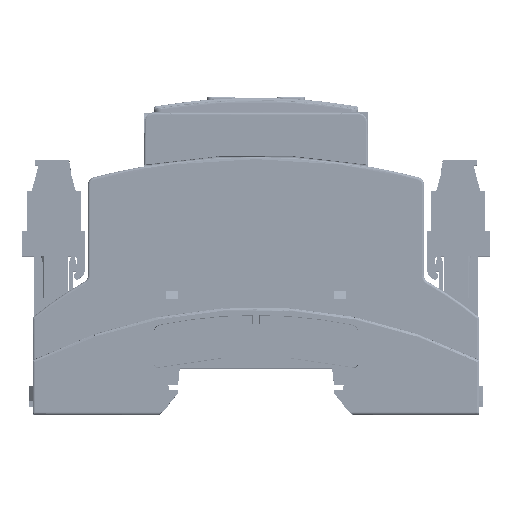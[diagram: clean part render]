
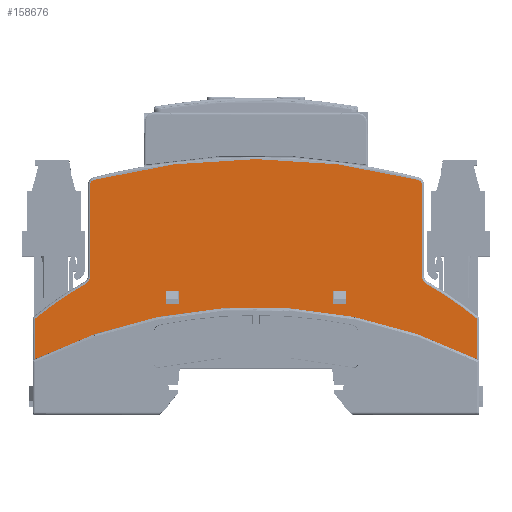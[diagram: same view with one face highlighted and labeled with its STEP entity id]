
A CAD part, top view. The second image highlights one B-rep face of the part: STEP entity #158676.
In plain terms, the highlighted planar face has unit normal (0, 0, 1).
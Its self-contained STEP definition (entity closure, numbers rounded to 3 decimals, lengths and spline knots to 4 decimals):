
#1056=FACE_BOUND('',#19203,.T.);
#1057=FACE_BOUND('',#19204,.T.);
#4603=CIRCLE('',#168098,0.0787);
#4608=CIRCLE('',#168116,5.0866);
#4609=CIRCLE('',#168117,0.0394);
#4610=CIRCLE('',#168118,0.0787);
#4611=CIRCLE('',#168119,2.7362);
#4612=CIRCLE('',#168120,3.9173);
#4613=CIRCLE('',#168121,2.7362);
#4614=CIRCLE('',#168122,0.0394);
#10545=FACE_OUTER_BOUND('',#19202,.T.);
#19202=EDGE_LOOP('',(#116196,#116197,#116198,#116199,#116200,#116201,#116202,
#116203,#116204,#116205,#116206,#116207));
#19203=EDGE_LOOP('',(#116208,#116209,#116210,#116211));
#19204=EDGE_LOOP('',(#116212,#116213,#116214,#116215));
#33686=LINE('',#236279,#51837);
#33745=LINE('',#236457,#51896);
#33746=LINE('',#236463,#51897);
#33747=LINE('',#236467,#51898);
#33748=LINE('',#236471,#51899);
#33749=LINE('',#236473,#51900);
#33750=LINE('',#236475,#51901);
#33751=LINE('',#236476,#51902);
#33752=LINE('',#236479,#51903);
#33753=LINE('',#236481,#51904);
#33754=LINE('',#236483,#51905);
#33755=LINE('',#236484,#51906);
#51837=VECTOR('',#193281,0.0394);
#51896=VECTOR('',#193364,0.0394);
#51897=VECTOR('',#193369,0.0394);
#51898=VECTOR('',#193374,0.0394);
#51899=VECTOR('',#193377,0.0394);
#51900=VECTOR('',#193378,0.0394);
#51901=VECTOR('',#193379,0.0394);
#51902=VECTOR('',#193380,0.0394);
#51903=VECTOR('',#193381,0.0394);
#51904=VECTOR('',#193382,0.0394);
#51905=VECTOR('',#193383,0.0394);
#51906=VECTOR('',#193384,0.0394);
#68001=VERTEX_POINT('',#236260);
#68002=VERTEX_POINT('',#236262);
#68005=VERTEX_POINT('',#236277);
#68006=VERTEX_POINT('',#236278);
#68061=VERTEX_POINT('',#236451);
#68062=VERTEX_POINT('',#236452);
#68063=VERTEX_POINT('',#236454);
#68064=VERTEX_POINT('',#236456);
#68065=VERTEX_POINT('',#236458);
#68066=VERTEX_POINT('',#236460);
#68067=VERTEX_POINT('',#236462);
#68068=VERTEX_POINT('',#236466);
#68069=VERTEX_POINT('',#236469);
#68070=VERTEX_POINT('',#236470);
#68071=VERTEX_POINT('',#236472);
#68072=VERTEX_POINT('',#236474);
#68073=VERTEX_POINT('',#236477);
#68074=VERTEX_POINT('',#236478);
#68075=VERTEX_POINT('',#236480);
#68076=VERTEX_POINT('',#236482);
#85670=EDGE_CURVE('',#68002,#68001,#4603,.T.);
#85678=EDGE_CURVE('',#68005,#68006,#33686,.T.);
#85739=EDGE_CURVE('',#68061,#68062,#4608,.T.);
#85740=EDGE_CURVE('',#68061,#68063,#4609,.T.);
#85741=EDGE_CURVE('',#68063,#68064,#33745,.T.);
#85742=EDGE_CURVE('',#68065,#68064,#4610,.T.);
#85743=EDGE_CURVE('',#68065,#68066,#4611,.T.);
#85744=EDGE_CURVE('',#68066,#68067,#33746,.T.);
#85745=EDGE_CURVE('',#68006,#68067,#4612,.T.);
#85746=EDGE_CURVE('',#68002,#68005,#4613,.T.);
#85747=EDGE_CURVE('',#68068,#68001,#33747,.T.);
#85748=EDGE_CURVE('',#68068,#68062,#4614,.T.);
#85749=EDGE_CURVE('',#68069,#68070,#33748,.T.);
#85750=EDGE_CURVE('',#68071,#68069,#33749,.T.);
#85751=EDGE_CURVE('',#68072,#68071,#33750,.T.);
#85752=EDGE_CURVE('',#68070,#68072,#33751,.T.);
#85753=EDGE_CURVE('',#68073,#68074,#33752,.T.);
#85754=EDGE_CURVE('',#68075,#68073,#33753,.T.);
#85755=EDGE_CURVE('',#68076,#68075,#33754,.T.);
#85756=EDGE_CURVE('',#68074,#68076,#33755,.T.);
#116196=ORIENTED_EDGE('',*,*,#85739,.F.);
#116197=ORIENTED_EDGE('',*,*,#85740,.T.);
#116198=ORIENTED_EDGE('',*,*,#85741,.T.);
#116199=ORIENTED_EDGE('',*,*,#85742,.F.);
#116200=ORIENTED_EDGE('',*,*,#85743,.T.);
#116201=ORIENTED_EDGE('',*,*,#85744,.T.);
#116202=ORIENTED_EDGE('',*,*,#85745,.F.);
#116203=ORIENTED_EDGE('',*,*,#85678,.F.);
#116204=ORIENTED_EDGE('',*,*,#85746,.F.);
#116205=ORIENTED_EDGE('',*,*,#85670,.T.);
#116206=ORIENTED_EDGE('',*,*,#85747,.F.);
#116207=ORIENTED_EDGE('',*,*,#85748,.T.);
#116208=ORIENTED_EDGE('',*,*,#85749,.F.);
#116209=ORIENTED_EDGE('',*,*,#85750,.F.);
#116210=ORIENTED_EDGE('',*,*,#85751,.F.);
#116211=ORIENTED_EDGE('',*,*,#85752,.F.);
#116212=ORIENTED_EDGE('',*,*,#85753,.F.);
#116213=ORIENTED_EDGE('',*,*,#85754,.F.);
#116214=ORIENTED_EDGE('',*,*,#85755,.F.);
#116215=ORIENTED_EDGE('',*,*,#85756,.F.);
#143635=PLANE('',#168115);
#158676=ADVANCED_FACE('',(#10545,#1056,#1057),#143635,.F.);
#168098=AXIS2_PLACEMENT_3D('',#236263,#193261,#193262);
#168115=AXIS2_PLACEMENT_3D('',#236450,#193358,#193359);
#168116=AXIS2_PLACEMENT_3D('',#236453,#193360,#193361);
#168117=AXIS2_PLACEMENT_3D('',#236455,#193362,#193363);
#168118=AXIS2_PLACEMENT_3D('',#236459,#193365,#193366);
#168119=AXIS2_PLACEMENT_3D('',#236461,#193367,#193368);
#168120=AXIS2_PLACEMENT_3D('',#236464,#193370,#193371);
#168121=AXIS2_PLACEMENT_3D('',#236465,#193372,#193373);
#168122=AXIS2_PLACEMENT_3D('',#236468,#193375,#193376);
#193261=DIRECTION('center_axis',(0.,0.,
-1.));
#193262=DIRECTION('ref_axis',(0.,-1.,0.));
#193281=DIRECTION('',(0.,-1.,0.));
#193358=DIRECTION('center_axis',(0.,0.,
-1.));
#193359=DIRECTION('ref_axis',(-1.,0.,0.));
#193360=DIRECTION('center_axis',(0.,0.,
-1.));
#193361=DIRECTION('ref_axis',(1.,0.,0.));
#193362=DIRECTION('center_axis',(0.,0.,
1.));
#193363=DIRECTION('ref_axis',(-1.,0.,0.));
#193364=DIRECTION('',(0.,-1.,0.));
#193365=DIRECTION('center_axis',(0.,0.,
1.));
#193366=DIRECTION('ref_axis',(0.,1.,0.));
#193367=DIRECTION('center_axis',(0.,0.,
1.));
#193368=DIRECTION('ref_axis',(0.,1.,0.));
#193369=DIRECTION('',(0.,-1.,0.));
#193370=DIRECTION('center_axis',(0.,0.,
1.));
#193371=DIRECTION('ref_axis',(1.,0.,0.));
#193372=DIRECTION('center_axis',(0.,0.,
-1.));
#193373=DIRECTION('ref_axis',(0.,-1.,0.));
#193374=DIRECTION('',(0.,-1.,0.));
#193375=DIRECTION('center_axis',(0.,0.,
1.));
#193376=DIRECTION('ref_axis',(-1.,0.,0.));
#193377=DIRECTION('',(0.,-1.,0.));
#193378=DIRECTION('',(-1.,0.,0.));
#193379=DIRECTION('',(0.,1.,0.));
#193380=DIRECTION('',(1.,0.,0.));
#193381=DIRECTION('',(1.,0.,0.));
#193382=DIRECTION('',(0.,-1.,0.));
#193383=DIRECTION('',(-1.,0.,0.));
#193384=DIRECTION('',(0.,1.,0.));
#236260=CARTESIAN_POINT('',(1.3091,0.8644,2.8268));
#236262=CARTESIAN_POINT('',(1.349,0.7959,2.8268));
#236263=CARTESIAN_POINT('Origin',(1.3878,0.8644,2.8268));
#236277=CARTESIAN_POINT('',(1.7461,0.522,2.8268));
#236278=CARTESIAN_POINT('',(1.7461,0.2035,2.8268));
#236279=CARTESIAN_POINT('',(1.7461,-0.0906,2.8268));
#236450=CARTESIAN_POINT('Origin',(0.7223,1.4956,2.8268));
#236451=CARTESIAN_POINT('',(-1.2796,1.6199,2.8268));
#236452=CARTESIAN_POINT('',(1.2796,1.6199,2.8268));
#236453=CARTESIAN_POINT('Origin',(0.,-3.3031,
2.8268));
#236454=CARTESIAN_POINT('',(-1.3091,1.5818,2.8268));
#236455=CARTESIAN_POINT('Origin',(-1.2697,1.5818,2.8268));
#236456=CARTESIAN_POINT('',(-1.3091,0.8644,2.8268));
#236457=CARTESIAN_POINT('',(-1.3091,-0.0906,2.8268));
#236458=CARTESIAN_POINT('',(-1.349,0.7959,2.8268));
#236459=CARTESIAN_POINT('Origin',(-1.3878,0.8644,2.8268));
#236460=CARTESIAN_POINT('',(-1.7461,0.522,2.8268));
#236461=CARTESIAN_POINT('Origin',(0.,-1.5846,
2.8268));
#236462=CARTESIAN_POINT('',(-1.7461,0.2035,2.8268));
#236463=CARTESIAN_POINT('',(-1.7461,1.4956,2.8268));
#236464=CARTESIAN_POINT('Origin',(0.,-3.3031,
2.8268));
#236465=CARTESIAN_POINT('Origin',(0.,-1.5846,
2.8268));
#236466=CARTESIAN_POINT('',(1.3091,1.5818,2.8268));
#236467=CARTESIAN_POINT('',(1.3091,-0.0906,2.8268));
#236468=CARTESIAN_POINT('Origin',(1.2697,1.5818,2.8268));
#236469=CARTESIAN_POINT('',(0.6102,0.7402,2.8268));
#236470=CARTESIAN_POINT('',(0.6102,0.6378,2.8268));
#236471=CARTESIAN_POINT('',(0.6102,-0.0591,2.8268));
#236472=CARTESIAN_POINT('',(0.7126,0.7402,2.8268));
#236473=CARTESIAN_POINT('',(-0.2224,0.7402,2.8268));
#236474=CARTESIAN_POINT('',(0.7126,0.6378,2.8268));
#236475=CARTESIAN_POINT('',(0.7126,-0.0591,2.8268));
#236476=CARTESIAN_POINT('',(-0.2224,0.6378,2.8268));
#236477=CARTESIAN_POINT('',(-0.7126,0.6378,2.8268));
#236478=CARTESIAN_POINT('',(-0.6102,0.6378,2.8268));
#236479=CARTESIAN_POINT('',(-0.2224,0.6378,2.8268));
#236480=CARTESIAN_POINT('',(-0.7126,0.7402,2.8268));
#236481=CARTESIAN_POINT('',(-0.7126,-0.0591,2.8268));
#236482=CARTESIAN_POINT('',(-0.6102,0.7402,2.8268));
#236483=CARTESIAN_POINT('',(-0.2224,0.7402,2.8268));
#236484=CARTESIAN_POINT('',(-0.6102,-0.0591,2.8268));
